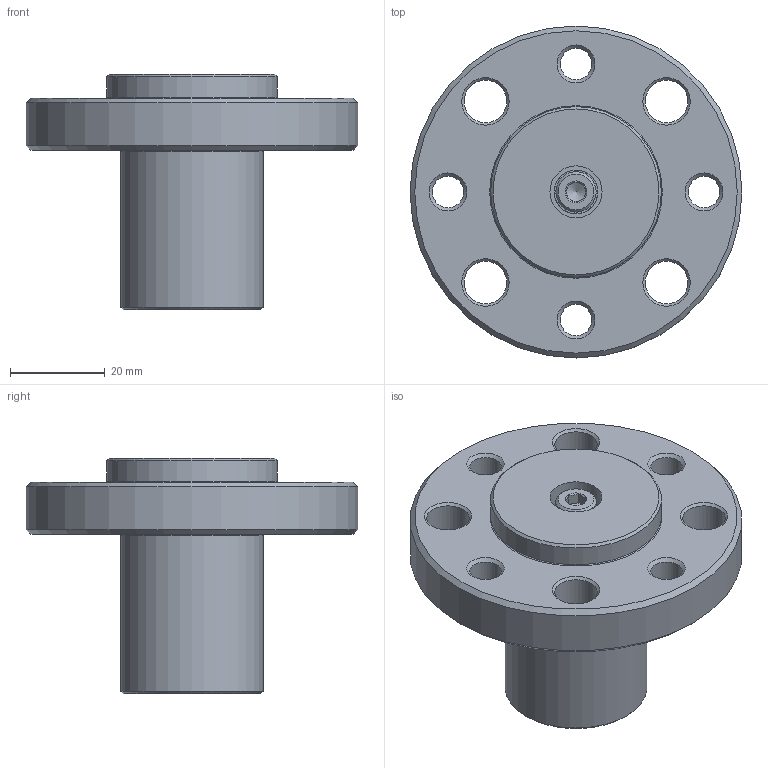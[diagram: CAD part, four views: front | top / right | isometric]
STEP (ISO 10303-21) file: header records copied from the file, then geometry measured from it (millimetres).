
FILE_DESCRIPTION(/* description */ ('STEP AP214'),/* implementation_level */ '2;1');
FILE_NAME(/* name */ '4886225_DARF-Q12-40',/* time_stamp */ '2024-08-14T15:16:39+02:00',/* author */ ('License CC BY-ND 4.0'),/* organization */ ('CADENAS'),/* preprocessor_version */ 'ST-DEVELOPER v19.3',/* originating_system */ 'PARTsolutions',/* authorisation */ ' ');
FILE_SCHEMA (('AUTOMOTIVE_DESIGN {1 0 10303 214 3 1 1}'));
Length unit declared in the file: millimetre
Products named in the file (4): 4886225 DARF-Q12-40; 4362926 DARF-Q12-40---(P); Spring lock washer DIN 127 B5; DIN-912 - M5x12(F)
Assembly tree (3 placements, depth 2):
  4886225 DARF-Q12-40
    4362926 DARF-Q12-40---(P)
    Spring lock washer DIN 127 B5
    DIN-912 - M5x12(F)
Bounding box: 70 x 70 x 49.6 mm (x, y, z)
Volume: 56064.7 mm3; surface area: 18202.4 mm2
Topology: 3 solids, 3 shells, 84 faces, 172 edges, 99 vertices
Faces by surface type: cone 32, plane 29, cylinder 19, torus 4
Full cylindrical faces by diameter (mm): 5 x1, 5.5 x1, 6.647 x4, 8.5 x1, 9 x4, 11 x1, 22 x1, 30 x1, 36 x1, 70 x1
Entity records: 2078 total; most frequent: DIRECTION 374, CARTESIAN_POINT 338, ORIENTED_EDGE 246, AXIS2_PLACEMENT_3D 171, FACE_BOUND 153, EDGE_LOOP 152, EDGE_CURVE 123, VERTEX_POINT 96
